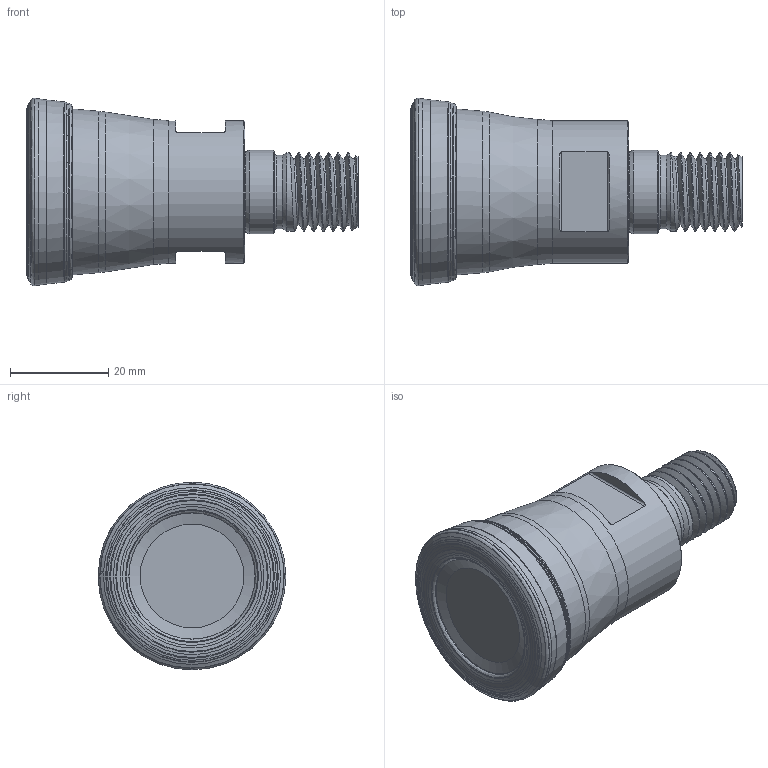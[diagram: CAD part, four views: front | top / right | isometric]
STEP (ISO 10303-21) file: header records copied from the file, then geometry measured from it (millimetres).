
FILE_DESCRIPTION(/* description */ (''),/* implementation_level */ '2;1');
FILE_NAME(/* name */ 'MHF-ENMX06-D150Z6M16.stp',/* time_stamp */ '2020-09-23T11:21:34+09:00',/* author */ (''),/* organization */ (''),/* preprocessor_version */ 'ST-DEVELOPER v16',/* originating_system */ 'SIEMENS PLM Software NX 10.0',/* authorisation */ '');
FILE_SCHEMA (('AP203_CONFIGURATION_CONTROLLED_3D_DESIGN_OF_MECHANICAL_PARTS_AND_ASSEMBLIES_MIM_LF { 1 0 10303 403 2 1 2}'));
Length unit declared in the file: millimetre
Products named in the file (1): 120135E4DF283ahe
Bounding box: 67.45 x 38.13 x 38.13 mm (x, y, z)
Volume: 35476.1 mm3; surface area: 9280.6 mm2
Topology: 1 solids, 1 shells, 79 faces, 208 edges, 135 vertices
Faces by surface type: revolution 40, plane 12, cone 11, cylinder 10, bspline 3, torus 3
Full cylindrical faces by diameter (mm): 8 x1, 14.9 x1, 17 x1, 29 x1
Entity records: 3159 total; most frequent: CARTESIAN_POINT 1634, DIRECTION 271, ORIENTED_EDGE 210, EDGE_LOOP 141, FACE_BOUND 124, EDGE_CURVE 105, AXIS2_PLACEMENT_3D 104, VERTEX_POINT 91
